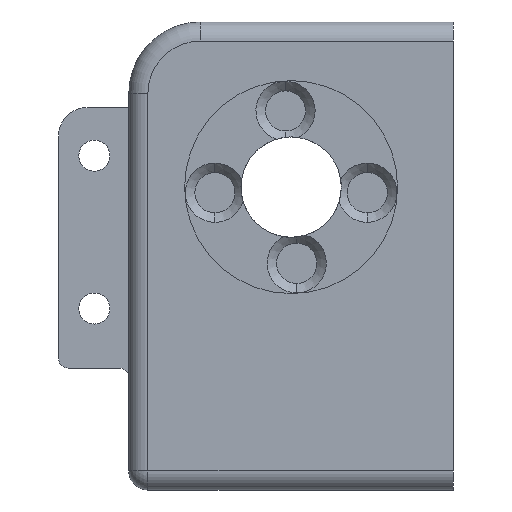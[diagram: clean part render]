
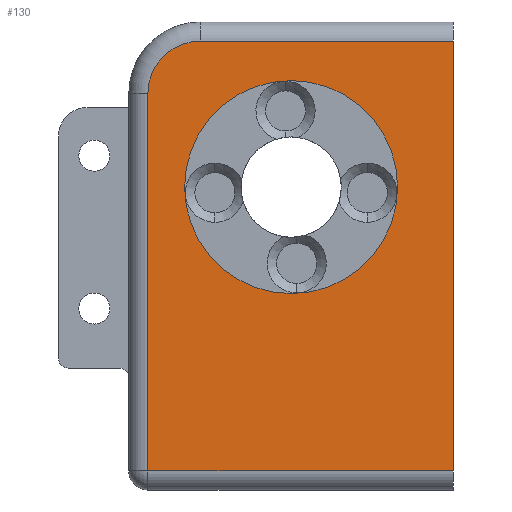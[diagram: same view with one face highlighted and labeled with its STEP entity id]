
A CAD part, front view. The second image highlights one B-rep face of the part: STEP entity #130.
In plain terms, the highlighted planar face has unit normal (0, -1, 0).
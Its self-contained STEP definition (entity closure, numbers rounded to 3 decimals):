
#51 = CIRCLE ( 'NONE', #1006, 11.15 ) ;
#79 = CARTESIAN_POINT ( 'NONE',  ( 0., -15., 20.564 ) ) ;
#120 = CARTESIAN_POINT ( 'NONE',  ( -9.5, -15., 41.5 ) ) ;
#130 = ADVANCED_FACE ( 'NONE', ( #1549, #2201 ), #2460, .F. ) ;
#201 = VERTEX_POINT ( 'NONE', #2829 ) ;
#212 = CIRCLE ( 'NONE', #2843, 11.15 ) ;
#344 = ORIENTED_EDGE ( 'NONE', *, *, #2187, .T. ) ;
#371 = EDGE_CURVE ( 'NONE', #1313, #1923, #51, .T. ) ;
#503 = LINE ( 'NONE', #772, #2902 ) ;
#543 = ORIENTED_EDGE ( 'NONE', *, *, #371, .F. ) ;
#584 = CARTESIAN_POINT ( 'NONE',  ( -15., -15., 41.5 ) ) ;
#657 = CARTESIAN_POINT ( 'NONE',  ( 0., -15., 42.864 ) ) ;
#669 = VECTOR ( 'NONE', #732, 1000. ) ;
#732 = DIRECTION ( 'NONE',  ( 0., 0., -1. ) ) ;
#772 = CARTESIAN_POINT ( 'NONE',  ( 17., -15., 2. ) ) ;
#773 = ORIENTED_EDGE ( 'NONE', *, *, #2204, .T. ) ;
#780 = DIRECTION ( 'NONE',  ( 0., 0., -1. ) ) ;
#791 = CARTESIAN_POINT ( 'NONE',  ( -9.5, -15., 47. ) ) ;
#895 = ORIENTED_EDGE ( 'NONE', *, *, #1181, .T. ) ;
#968 = LINE ( 'NONE', #1895, #669 ) ;
#975 = DIRECTION ( 'NONE',  ( 0., 0., -1. ) ) ;
#992 = DIRECTION ( 'NONE',  ( 1., 0., 0. ) ) ;
#1006 = AXIS2_PLACEMENT_3D ( 'NONE', #2642, #2396, #975 ) ;
#1007 = CARTESIAN_POINT ( 'NONE',  ( 17., -15., 49. ) ) ;
#1079 = DIRECTION ( 'NONE',  ( 0., 0., 1. ) ) ;
#1096 = DIRECTION ( 'NONE',  ( 0., -1., 0. ) ) ;
#1103 = CARTESIAN_POINT ( 'NONE',  ( -9.5, -15., 47. ) ) ;
#1129 = VERTEX_POINT ( 'NONE', #1103 ) ;
#1181 = EDGE_CURVE ( 'NONE', #1407, #201, #503, .T. ) ;
#1312 = VECTOR ( 'NONE', #1982, 1000. ) ;
#1313 = VERTEX_POINT ( 'NONE', #79 ) ;
#1407 = VERTEX_POINT ( 'NONE', #2235 ) ;
#1423 = CIRCLE ( 'NONE', #2901, 5.5 ) ;
#1549 = FACE_BOUND ( 'NONE', #1644, .T. ) ;
#1586 = ORIENTED_EDGE ( 'NONE', *, *, #2406, .T. ) ;
#1644 = EDGE_LOOP ( 'NONE', ( #543, #1798 ) ) ;
#1750 = ORIENTED_EDGE ( 'NONE', *, *, #2459, .F. ) ;
#1765 = CARTESIAN_POINT ( 'NONE',  ( -15., -15., 49. ) ) ;
#1798 = ORIENTED_EDGE ( 'NONE', *, *, #1917, .F. ) ;
#1895 = CARTESIAN_POINT ( 'NONE',  ( 17., -15., 49. ) ) ;
#1917 = EDGE_CURVE ( 'NONE', #1923, #1313, #212, .T. ) ;
#1923 = VERTEX_POINT ( 'NONE', #657 ) ;
#1969 = DIRECTION ( 'NONE',  ( 0., 0., 1. ) ) ;
#1982 = DIRECTION ( 'NONE',  ( -1., 0., 0. ) ) ;
#2187 = EDGE_CURVE ( 'NONE', #2852, #1129, #2731, .T. ) ;
#2201 = FACE_OUTER_BOUND ( 'NONE', #2512, .T. ) ;
#2204 = EDGE_CURVE ( 'NONE', #3122, #1407, #2959, .T. ) ;
#2235 = CARTESIAN_POINT ( 'NONE',  ( -15., -15., 2. ) ) ;
#2274 = VECTOR ( 'NONE', #780, 1000. ) ;
#2396 = DIRECTION ( 'NONE',  ( 0., -1., 0. ) ) ;
#2406 = EDGE_CURVE ( 'NONE', #1129, #3122, #1423, .T. ) ;
#2418 = AXIS2_PLACEMENT_3D ( 'NONE', #1007, #2477, #1969 ) ;
#2459 = EDGE_CURVE ( 'NONE', #2852, #201, #968, .T. ) ;
#2460 = PLANE ( 'NONE',  #2418 ) ;
#2477 = DIRECTION ( 'NONE',  ( 0., 1., 0. ) ) ;
#2512 = EDGE_LOOP ( 'NONE', ( #773, #895, #1750, #344, #1586 ) ) ;
#2549 = DIRECTION ( 'NONE',  ( 0., -1., 0. ) ) ;
#2642 = CARTESIAN_POINT ( 'NONE',  ( 0., -15., 31.714 ) ) ;
#2731 = LINE ( 'NONE', #791, #1312 ) ;
#2821 = CARTESIAN_POINT ( 'NONE',  ( 17., -15., 47. ) ) ;
#2827 = DIRECTION ( 'NONE',  ( 0., 0., -1. ) ) ;
#2829 = CARTESIAN_POINT ( 'NONE',  ( 17., -15., 2. ) ) ;
#2843 = AXIS2_PLACEMENT_3D ( 'NONE', #3079, #1096, #2827 ) ;
#2852 = VERTEX_POINT ( 'NONE', #2821 ) ;
#2901 = AXIS2_PLACEMENT_3D ( 'NONE', #120, #2549, #1079 ) ;
#2902 = VECTOR ( 'NONE', #992, 1000. ) ;
#2959 = LINE ( 'NONE', #1765, #2274 ) ;
#3079 = CARTESIAN_POINT ( 'NONE',  ( 0., -15., 31.714 ) ) ;
#3122 = VERTEX_POINT ( 'NONE', #584 ) ;
